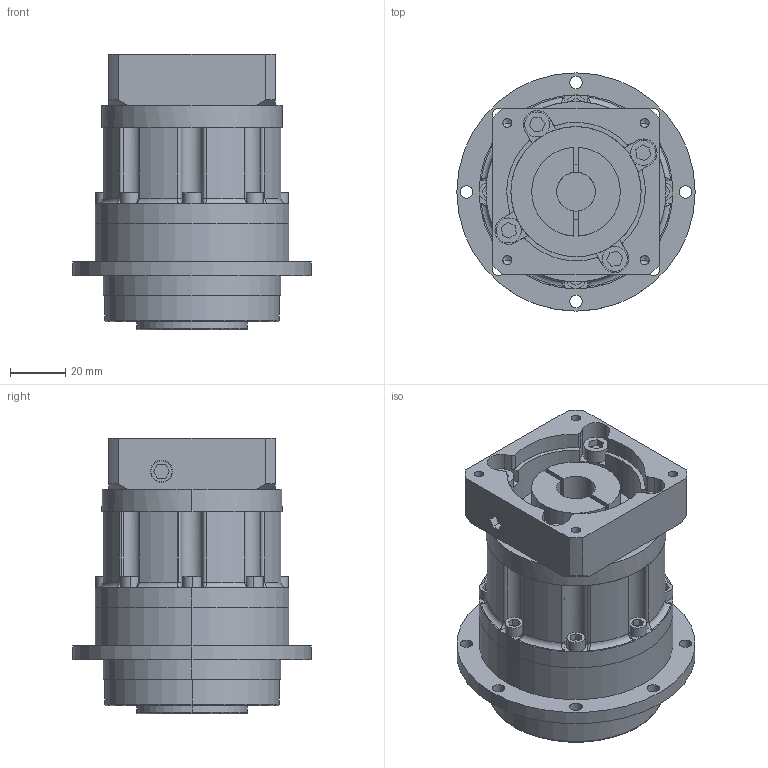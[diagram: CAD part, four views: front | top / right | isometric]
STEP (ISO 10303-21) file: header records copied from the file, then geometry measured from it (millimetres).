
FILE_DESCRIPTION (( 'STEP AP214' ), '1' );
FILE_NAME ('VGH64等撰耀倰M4.STEP', '2018-06-20T06:38:54', ( 'Windows' ), ( 'Microsoft' ), 'SwSTEP 2.0', 'SolidWorks 2016', '' );
FILE_SCHEMA (( 'AUTOMOTIVE_DESIGN' ));
Length unit declared in the file: millimetre
Products named in the file (1): VGH64等撰耀倰M4
Bounding box: 86 x 86 x 99.5 mm (x, y, z)
Volume: 305400.6 mm3; surface area: 60490.2 mm2
Topology: 3 solids, 3 shells, 409 faces, 1031 edges, 656 vertices
Faces by surface type: cylinder 179, plane 172, cone 28, bspline 16, torus 14
Entity records: 14463 total; most frequent: CARTESIAN_POINT 3413, DIRECTION 2145, ORIENTED_EDGE 2014, EDGE_CURVE 1007, AXIS2_PLACEMENT_3D 804, VERTEX_POINT 656, VECTOR 537, LINE 537
